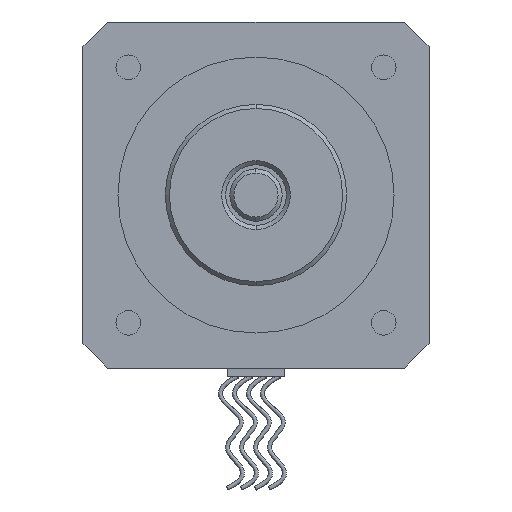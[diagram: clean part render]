
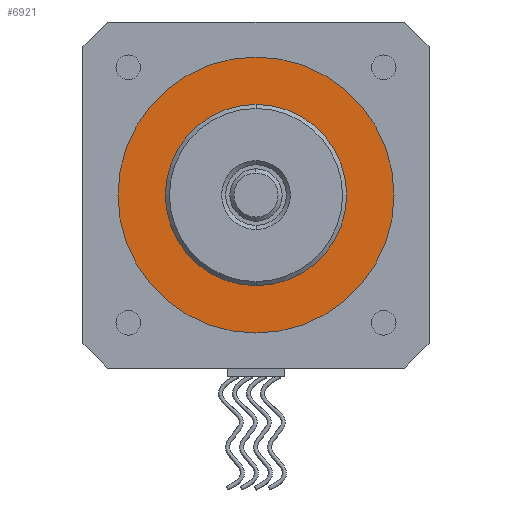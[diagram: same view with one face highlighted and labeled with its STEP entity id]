
A CAD part, left-side view. The second image highlights one B-rep face of the part: STEP entity #6921.
In plain terms, the highlighted planar face has unit normal (-1, 0, 0).
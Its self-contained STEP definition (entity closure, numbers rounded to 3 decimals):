
#96 = CARTESIAN_POINT ( 'NONE',  ( -33.9, 0., -3.675 ) ) ;
#264 = DIRECTION ( 'NONE',  ( -1., 0., 0. ) ) ;
#560 = DIRECTION ( 'NONE',  ( 1., 0., 0. ) ) ;
#591 = CIRCLE ( 'NONE', #3848, 16.75 ) ;
#596 = AXIS2_PLACEMENT_3D ( 'NONE', #5397, #264, #2755 ) ;
#1046 = DIRECTION ( 'NONE',  ( 0., 0., 1. ) ) ;
#1395 = VERTEX_POINT ( 'NONE', #96 ) ;
#1801 = CARTESIAN_POINT ( 'NONE',  ( -33.9, 0., 3.675 ) ) ;
#1811 = ORIENTED_EDGE ( 'NONE', *, *, #8011, .T. ) ;
#2141 = DIRECTION ( 'NONE',  ( 1., 0., 0. ) ) ;
#2399 = AXIS2_PLACEMENT_3D ( 'NONE', #6192, #560, #2453 ) ;
#2453 = DIRECTION ( 'NONE',  ( 0., 0., 1. ) ) ;
#2719 = FACE_BOUND ( 'NONE', #4104, .T. ) ;
#2755 = DIRECTION ( 'NONE',  ( 0., 0., 1. ) ) ;
#2847 = DIRECTION ( 'NONE',  ( 0., 0., 1. ) ) ;
#2885 = FACE_OUTER_BOUND ( 'NONE', #5836, .T. ) ;
#3019 = ORIENTED_EDGE ( 'NONE', *, *, #6931, .T. ) ;
#3369 = DIRECTION ( 'NONE',  ( 0., 0., 1. ) ) ;
#3389 = VERTEX_POINT ( 'NONE', #6971 ) ;
#3398 = CARTESIAN_POINT ( 'NONE',  ( -33.9, 0., 0. ) ) ;
#3541 = DIRECTION ( 'NONE',  ( -1., 0., 0. ) ) ;
#3652 = VERTEX_POINT ( 'NONE', #7065 ) ;
#3848 = AXIS2_PLACEMENT_3D ( 'NONE', #7314, #3541, #3369 ) ;
#4104 = EDGE_LOOP ( 'NONE', ( #1811, #8005 ) ) ;
#4167 = ORIENTED_EDGE ( 'NONE', *, *, #6390, .T. ) ;
#4652 = CIRCLE ( 'NONE', #5598, 3.675 ) ;
#4808 = VERTEX_POINT ( 'NONE', #1801 ) ;
#5169 = CIRCLE ( 'NONE', #596, 16.75 ) ;
#5264 = EDGE_CURVE ( 'NONE', #1395, #4808, #7790, .T. ) ;
#5362 = PLANE ( 'NONE',  #6359 ) ;
#5397 = CARTESIAN_POINT ( 'NONE',  ( -33.9, 0., 0. ) ) ;
#5598 = AXIS2_PLACEMENT_3D ( 'NONE', #6551, #2141, #2847 ) ;
#5836 = EDGE_LOOP ( 'NONE', ( #4167, #3019 ) ) ;
#6018 = DIRECTION ( 'NONE',  ( -1., 0., 0. ) ) ;
#6192 = CARTESIAN_POINT ( 'NONE',  ( -33.9, 0., 0. ) ) ;
#6359 = AXIS2_PLACEMENT_3D ( 'NONE', #3398, #6018, #1046 ) ;
#6390 = EDGE_CURVE ( 'NONE', #3652, #3389, #591, .T. ) ;
#6551 = CARTESIAN_POINT ( 'NONE',  ( -33.9, 0., 0. ) ) ;
#6921 = ADVANCED_FACE ( 'NONE', ( #2885, #2719 ), #5362, .T. ) ;
#6931 = EDGE_CURVE ( 'NONE', #3389, #3652, #5169, .T. ) ;
#6971 = CARTESIAN_POINT ( 'NONE',  ( -33.9, 0., -16.75 ) ) ;
#7065 = CARTESIAN_POINT ( 'NONE',  ( -33.9, 0., 16.75 ) ) ;
#7314 = CARTESIAN_POINT ( 'NONE',  ( -33.9, 0., 0. ) ) ;
#7790 = CIRCLE ( 'NONE', #2399, 3.675 ) ;
#8005 = ORIENTED_EDGE ( 'NONE', *, *, #5264, .T. ) ;
#8011 = EDGE_CURVE ( 'NONE', #4808, #1395, #4652, .T. ) ;
